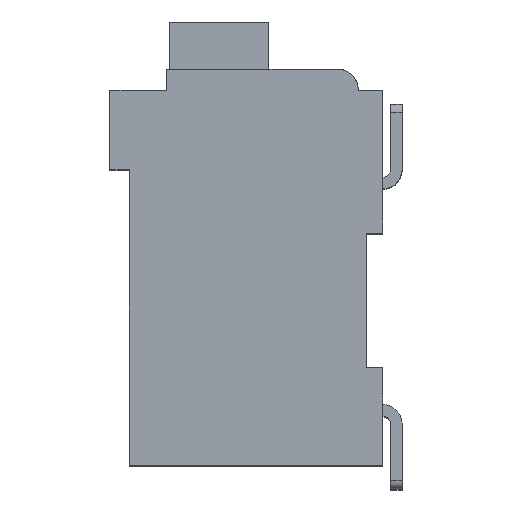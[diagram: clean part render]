
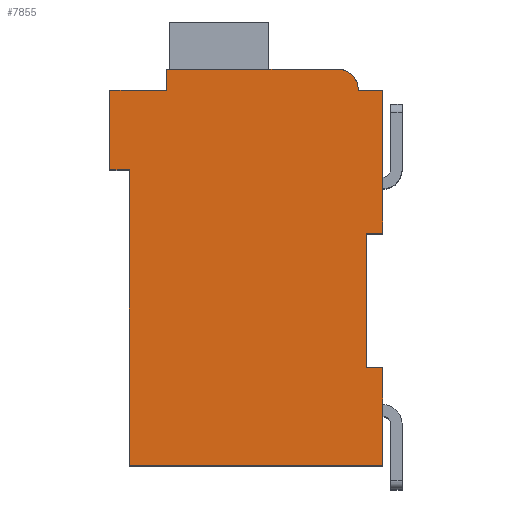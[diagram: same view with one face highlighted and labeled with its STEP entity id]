
A CAD part, top view. The second image highlights one B-rep face of the part: STEP entity #7855.
In plain terms, the highlighted planar face has unit normal (0, 0, 1).
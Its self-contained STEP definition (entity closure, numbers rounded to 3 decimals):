
#2548=DIRECTION('',(1.,0.,0.));
#2549=VECTOR('',#2548,0.5);
#2550=CARTESIAN_POINT('',(7.3,7.15,2.1));
#2551=LINE('',#2550,#2549);
#2552=DIRECTION('',(0.,1.,0.));
#2553=VECTOR('',#2552,4.15);
#2554=CARTESIAN_POINT('',(7.3,3.,2.1));
#2555=LINE('',#2554,#2553);
#2556=DIRECTION('',(-1.,0.,0.));
#2557=VECTOR('',#2556,0.5);
#2558=CARTESIAN_POINT('',(7.8,3.,2.1));
#2559=LINE('',#2558,#2557);
#2560=DIRECTION('',(0.,1.,0.));
#2561=VECTOR('',#2560,3.);
#2562=CARTESIAN_POINT('',(7.8,0.,2.1));
#2563=LINE('',#2562,#2561);
#2564=DIRECTION('',(1.,0.,0.));
#2565=VECTOR('',#2564,7.8);
#2566=CARTESIAN_POINT('',(0.,0.,2.1));
#2567=LINE('',#2566,#2565);
#2568=DIRECTION('',(0.,-1.,0.));
#2569=VECTOR('',#2568,9.1);
#2570=CARTESIAN_POINT('',(0.,9.1,2.1));
#2571=LINE('',#2570,#2569);
#2572=DIRECTION('',(1.,0.,0.));
#2573=VECTOR('',#2572,0.6);
#2574=CARTESIAN_POINT('',(-0.6,9.1,2.1));
#2575=LINE('',#2574,#2573);
#2576=DIRECTION('',(0.,-1.,0.));
#2577=VECTOR('',#2576,2.45);
#2578=CARTESIAN_POINT('',(-0.6,11.55,2.1));
#2579=LINE('',#2578,#2577);
#2580=DIRECTION('',(-1.,0.,0.));
#2581=VECTOR('',#2580,1.75);
#2582=CARTESIAN_POINT('',(1.15,11.55,2.1));
#2583=LINE('',#2582,#2581);
#2584=DIRECTION('',(0.,-1.,0.));
#2585=VECTOR('',#2584,0.65);
#2586=CARTESIAN_POINT('',(1.15,12.2,2.1));
#2587=LINE('',#2586,#2585);
#2588=DIRECTION('',(-1.,0.,0.));
#2589=VECTOR('',#2588,5.25);
#2590=CARTESIAN_POINT('',(6.4,12.2,2.1));
#2591=LINE('',#2590,#2589);
#2592=CARTESIAN_POINT('',(6.4,11.55,2.1));
#2593=DIRECTION('',(0.,0.,1.));
#2594=DIRECTION('',(1.,0.,0.));
#2595=AXIS2_PLACEMENT_3D('',#2592,#2593,#2594);
#2597=DIRECTION('',(-1.,0.,0.));
#2598=VECTOR('',#2597,0.75);
#2599=CARTESIAN_POINT('',(7.8,11.55,2.1));
#2600=LINE('',#2599,#2598);
#2601=DIRECTION('',(0.,1.,0.));
#2602=VECTOR('',#2601,4.4);
#2603=CARTESIAN_POINT('',(7.8,7.15,2.1));
#2604=LINE('',#2603,#2602);
#3565=CARTESIAN_POINT('',(7.3,7.15,2.1));
#3566=CARTESIAN_POINT('',(7.8,7.15,2.1));
#3567=VERTEX_POINT('',#3565);
#3568=VERTEX_POINT('',#3566);
#3569=CARTESIAN_POINT('',(7.8,11.55,2.1));
#3570=VERTEX_POINT('',#3569);
#3571=CARTESIAN_POINT('',(7.05,11.55,2.1));
#3572=VERTEX_POINT('',#3571);
#3573=CARTESIAN_POINT('',(6.4,12.2,2.1));
#3574=VERTEX_POINT('',#3573);
#3575=CARTESIAN_POINT('',(1.15,12.2,2.1));
#3576=VERTEX_POINT('',#3575);
#3577=CARTESIAN_POINT('',(1.15,11.55,2.1));
#3578=VERTEX_POINT('',#3577);
#3579=CARTESIAN_POINT('',(-0.6,11.55,2.1));
#3580=VERTEX_POINT('',#3579);
#3581=CARTESIAN_POINT('',(-0.6,9.1,2.1));
#3582=VERTEX_POINT('',#3581);
#3583=CARTESIAN_POINT('',(0.,9.1,2.1));
#3584=VERTEX_POINT('',#3583);
#3585=CARTESIAN_POINT('',(0.,0.,2.1));
#3586=VERTEX_POINT('',#3585);
#3587=CARTESIAN_POINT('',(7.8,0.,2.1));
#3588=VERTEX_POINT('',#3587);
#3589=CARTESIAN_POINT('',(7.8,3.,2.1));
#3590=VERTEX_POINT('',#3589);
#3591=CARTESIAN_POINT('',(7.3,3.,2.1));
#3592=VERTEX_POINT('',#3591);
#7834=CARTESIAN_POINT('',(0.,0.,2.1));
#7835=DIRECTION('',(0.,0.,1.));
#7836=DIRECTION('',(1.,0.,0.));
#7837=AXIS2_PLACEMENT_3D('',#7834,#7835,#7836);
#7838=PLANE('',#7837);
#7839=ORIENTED_EDGE('',*,*,#4686,.F.);
#7840=ORIENTED_EDGE('',*,*,#4936,.F.);
#7841=ORIENTED_EDGE('',*,*,#6172,.F.);
#7842=ORIENTED_EDGE('',*,*,#6257,.F.);
#7843=ORIENTED_EDGE('',*,*,#6366,.F.);
#7844=ORIENTED_EDGE('',*,*,#6508,.F.);
#7845=ORIENTED_EDGE('',*,*,#6574,.F.);
#7846=ORIENTED_EDGE('',*,*,#6695,.F.);
#7847=ORIENTED_EDGE('',*,*,#6863,.F.);
#7848=ORIENTED_EDGE('',*,*,#7124,.F.);
#7849=ORIENTED_EDGE('',*,*,#7318,.F.);
#7850=ORIENTED_EDGE('',*,*,#6914,.F.);
#7851=ORIENTED_EDGE('',*,*,#7035,.F.);
#7852=ORIENTED_EDGE('',*,*,#4831,.F.);
#7853=EDGE_LOOP('',(#7839,#7840,#7841,#7842,#7843,#7844,#7845,#7846,#7847,#7848,
#7849,#7850,#7851,#7852));
#7854=FACE_OUTER_BOUND('',#7853,.F.);
#2596=CIRCLE('',#2595,0.65);
#4686=EDGE_CURVE('',#3567,#3568,#2551,.T.);
#4831=EDGE_CURVE('',#3568,#3570,#2604,.T.);
#4936=EDGE_CURVE('',#3592,#3567,#2555,.T.);
#6172=EDGE_CURVE('',#3590,#3592,#2559,.T.);
#6257=EDGE_CURVE('',#3588,#3590,#2563,.T.);
#6366=EDGE_CURVE('',#3586,#3588,#2567,.T.);
#6508=EDGE_CURVE('',#3584,#3586,#2571,.T.);
#6574=EDGE_CURVE('',#3582,#3584,#2575,.T.);
#6695=EDGE_CURVE('',#3580,#3582,#2579,.T.);
#6863=EDGE_CURVE('',#3578,#3580,#2583,.T.);
#6914=EDGE_CURVE('',#3572,#3574,#2596,.T.);
#7035=EDGE_CURVE('',#3570,#3572,#2600,.T.);
#7124=EDGE_CURVE('',#3576,#3578,#2587,.T.);
#7318=EDGE_CURVE('',#3574,#3576,#2591,.T.);
#7855=ADVANCED_FACE('',(#7854),#7838,.T.);
